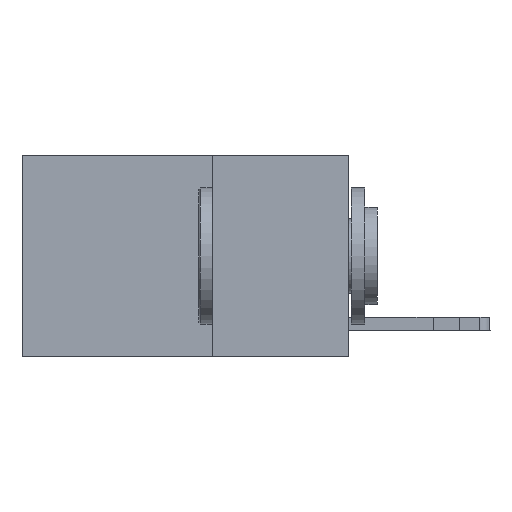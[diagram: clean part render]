
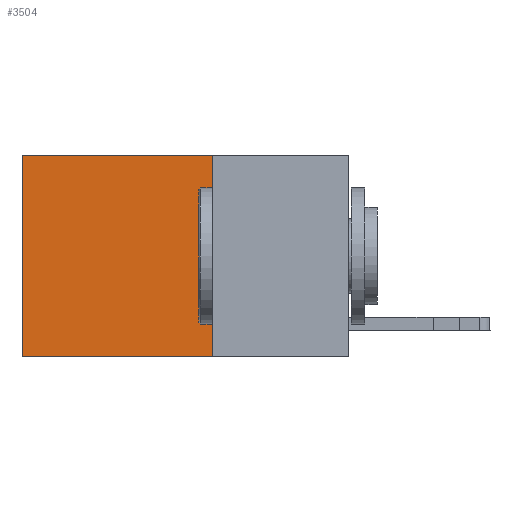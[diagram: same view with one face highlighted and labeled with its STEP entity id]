
A CAD part, left-side view. The second image highlights one B-rep face of the part: STEP entity #3504.
In plain terms, the highlighted planar face has unit normal (-1, 0, 0).
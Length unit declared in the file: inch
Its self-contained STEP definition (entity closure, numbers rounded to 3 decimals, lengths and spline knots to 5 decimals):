
#63 = VECTOR ( 'NONE', #2252, 39.37008 ) ;
#526 = FACE_OUTER_BOUND ( 'NONE', #643, .T. ) ;
#643 = EDGE_LOOP ( 'NONE', ( #14137, #2103, #837, #870 ) ) ;
#837 = ORIENTED_EDGE ( 'NONE', *, *, #4195, .F. ) ;
#870 = ORIENTED_EDGE ( 'NONE', *, *, #6405, .T. ) ;
#1818 = LINE ( 'NONE', #9876, #4851 ) ;
#2103 = ORIENTED_EDGE ( 'NONE', *, *, #7570, .F. ) ;
#2252 = DIRECTION ( 'NONE',  ( 0., 1., 0. ) ) ;
#2383 = VECTOR ( 'NONE', #11589, 39.37008 ) ;
#2768 = LINE ( 'NONE', #10439, #2383 ) ;
#3504 = ADVANCED_FACE ( 'NONE', ( #526 ), #13754, .F. ) ;
#3780 = CARTESIAN_POINT ( 'NONE',  ( 0.2625, 0.6, -0.37 ) ) ;
#4195 = EDGE_CURVE ( 'NONE', #11070, #9137, #1818, .T. ) ;
#4776 = AXIS2_PLACEMENT_3D ( 'NONE', #13645, #13497, #13489 ) ;
#4851 = VECTOR ( 'NONE', #9761, 39.37008 ) ;
#6405 = EDGE_CURVE ( 'NONE', #11070, #7435, #8929, .T. ) ;
#7321 = CARTESIAN_POINT ( 'NONE',  ( 0.2625, 0.25, 0. ) ) ;
#7435 = VERTEX_POINT ( 'NONE', #12327 ) ;
#7570 = EDGE_CURVE ( 'NONE', #9137, #12124, #8723, .T. ) ;
#8573 = DIRECTION ( 'NONE',  ( 0., 1., 0. ) ) ;
#8723 = LINE ( 'NONE', #9289, #63 ) ;
#8740 = EDGE_CURVE ( 'NONE', #7435, #12124, #2768, .T. ) ;
#8929 = LINE ( 'NONE', #7321, #14577 ) ;
#9137 = VERTEX_POINT ( 'NONE', #12372 ) ;
#9289 = CARTESIAN_POINT ( 'NONE',  ( 0.2625, 0.25, -0.37 ) ) ;
#9761 = DIRECTION ( 'NONE',  ( 0., 0., -1. ) ) ;
#9876 = CARTESIAN_POINT ( 'NONE',  ( 0.2625, 0.25, 0. ) ) ;
#10439 = CARTESIAN_POINT ( 'NONE',  ( 0.2625, 0.6, 0. ) ) ;
#11070 = VERTEX_POINT ( 'NONE', #12494 ) ;
#11589 = DIRECTION ( 'NONE',  ( 0., 0., -1. ) ) ;
#12124 = VERTEX_POINT ( 'NONE', #3780 ) ;
#12327 = CARTESIAN_POINT ( 'NONE',  ( 0.2625, 0.6, 0. ) ) ;
#12372 = CARTESIAN_POINT ( 'NONE',  ( 0.2625, 0.25, -0.37 ) ) ;
#12494 = CARTESIAN_POINT ( 'NONE',  ( 0.2625, 0.25, 0. ) ) ;
#13489 = DIRECTION ( 'NONE',  ( 0., 0., -1. ) ) ;
#13497 = DIRECTION ( 'NONE',  ( 1., 0., 0. ) ) ;
#13645 = CARTESIAN_POINT ( 'NONE',  ( 0.2625, 0.25, 0. ) ) ;
#13754 = PLANE ( 'NONE',  #4776 ) ;
#14137 = ORIENTED_EDGE ( 'NONE', *, *, #8740, .T. ) ;
#14577 = VECTOR ( 'NONE', #8573, 39.37008 ) ;
